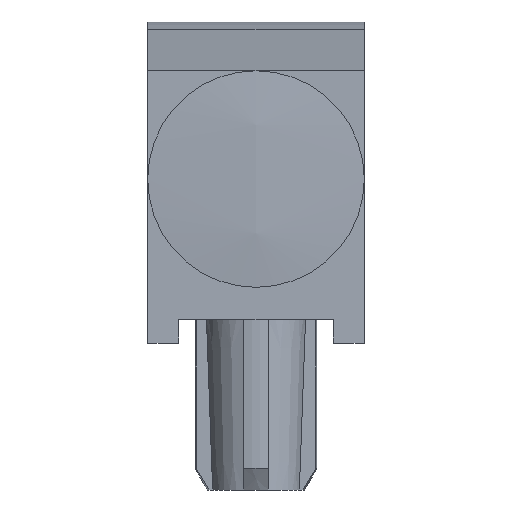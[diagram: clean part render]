
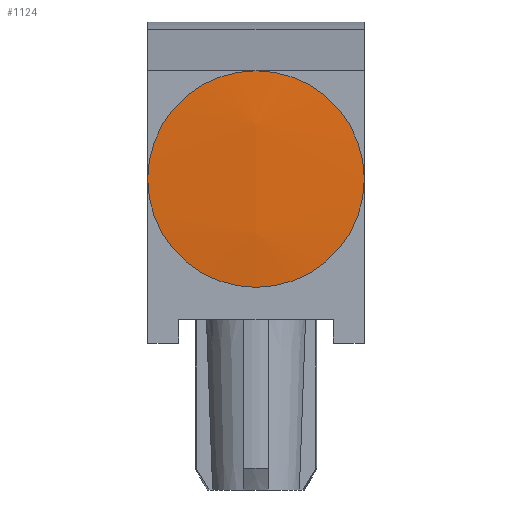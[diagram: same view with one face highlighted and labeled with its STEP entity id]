
A CAD part, left-side view. The second image highlights one B-rep face of the part: STEP entity #1124.
In plain terms, the highlighted spherical face has radius 18.18 mm.
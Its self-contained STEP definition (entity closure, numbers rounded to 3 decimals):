
#15=SPHERICAL_SURFACE('',#1241,18.18);
#123=CIRCLE('',#1240,1.778);
#198=FACE_OUTER_BOUND('',#263,.T.);
#263=EDGE_LOOP('',(#1024));
#538=VERTEX_POINT('',#1946);
#700=EDGE_CURVE('',#538,#538,#123,.T.);
#1024=ORIENTED_EDGE('',*,*,#700,.T.);
#1124=ADVANCED_FACE('',(#198),#15,.T.);
#1240=AXIS2_PLACEMENT_3D('',#1947,#1545,#1546);
#1241=AXIS2_PLACEMENT_3D('',#1948,#1547,#1548);
#1545=DIRECTION('center_axis',(-1.,0.,0.));
#1546=DIRECTION('ref_axis',(0.,1.,0.));
#1547=DIRECTION('center_axis',(0.,-1.,0.));
#1548=DIRECTION('ref_axis',(1.,0.,0.));
#1946=CARTESIAN_POINT('',(-15.413,-1.778,2.692));
#1947=CARTESIAN_POINT('Origin',(-15.413,0.,2.692));
#1948=CARTESIAN_POINT('Origin',(2.68,0.,2.692));
